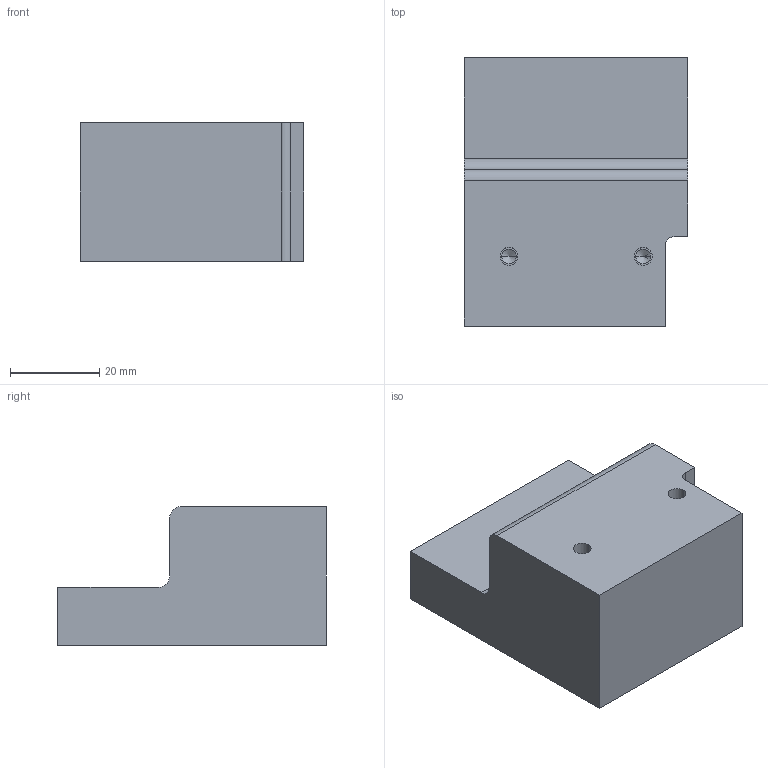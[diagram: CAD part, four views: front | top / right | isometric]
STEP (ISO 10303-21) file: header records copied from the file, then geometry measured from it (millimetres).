
FILE_DESCRIPTION (( 'STEP AP203' ), '1' );
FILE_NAME ('13-018234.step', '2022-02-23T08:30:15', ( '' ), ( '' ), 'SwSTEP 2.0', 'SolidWorks 2021', '' );
FILE_SCHEMA (( 'CONFIG_CONTROL_DESIGN' ));
Length unit declared in the file: millimetre
Products named in the file (1): 13-018234
Bounding box: 49.95 x 60 x 31 mm (x, y, z)
Volume: 66686.1 mm3; surface area: 12289 mm2
Topology: 1 solids, 1 shells, 48 faces, 113 edges, 67 vertices
Faces by surface type: cylinder 23, plane 15, cone 10
Entity records: 1390 total; most frequent: DIRECTION 247, CARTESIAN_POINT 219, ORIENTED_EDGE 206, EDGE_CURVE 103, AXIS2_PLACEMENT_3D 95, VERTEX_POINT 67, EDGE_LOOP 58, VECTOR 57
